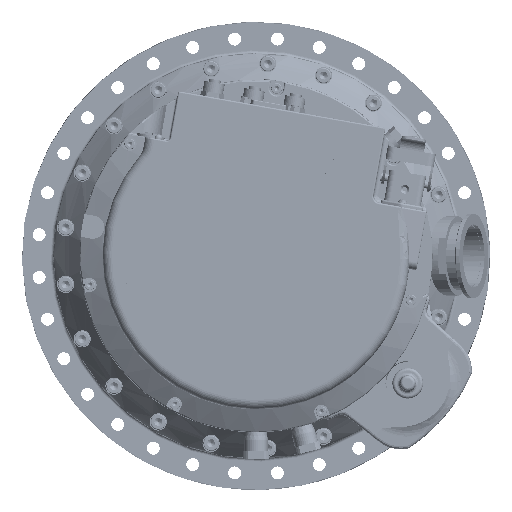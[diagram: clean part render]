
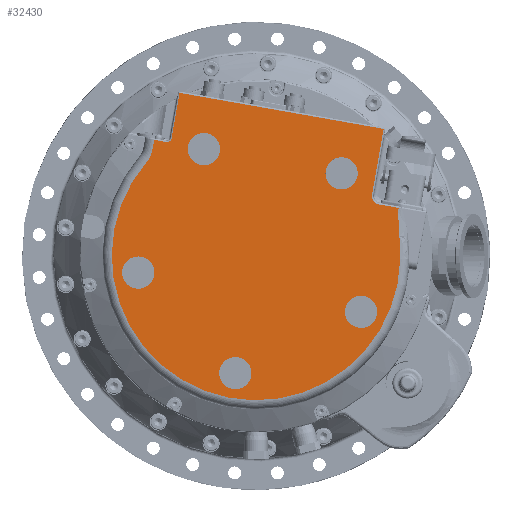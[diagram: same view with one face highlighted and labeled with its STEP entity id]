
A CAD part, front view. The second image highlights one B-rep face of the part: STEP entity #32430.
In plain terms, the highlighted planar face has unit normal (0, -1, 0).
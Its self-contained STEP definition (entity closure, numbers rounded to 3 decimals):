
#26970=CARTESIAN_POINT('',(83.145,-155.,82.82));
#26971=VERTEX_POINT('',#26970);
#26997=CARTESIAN_POINT('',(-49.804,-155.,106.263));
#26998=VERTEX_POINT('',#26997);
#27006=CARTESIAN_POINT('',(83.145,-155.,82.82));
#27007=DIRECTION('',(-0.985,0.,0.174));
#27008=VECTOR('',#27007,135.);
#27009=LINE('',#27006,#27008);
#27010=EDGE_CURVE('',#26971,#26998,#27009,.T.);
#27882=CARTESIAN_POINT('',(-66.368,-155.,75.674));
#27883=VERTEX_POINT('',#27882);
#27926=CARTESIAN_POINT('',(-67.531,-155.,69.077));
#27927=VERTEX_POINT('',#27926);
#27935=CARTESIAN_POINT('',(-66.368,-155.,75.674));
#27936=DIRECTION('',(-0.174,0.0,-0.985));
#27937=VECTOR('',#27936,6.699);
#27938=LINE('',#27935,#27937);
#27939=EDGE_CURVE('',#27883,#27927,#27938,.T.);
#27958=CARTESIAN_POINT('',(-71.173,-155.,61.403));
#27959=VERTEX_POINT('',#27958);
#27967=CARTESIAN_POINT('',(-83.288,-155.,71.855));
#27968=DIRECTION('',(0.,1.,0.));
#27969=DIRECTION('',(-0.985,0.,0.174));
#27970=AXIS2_PLACEMENT_3D('',#27967,#27968,#27969);
#27971=CIRCLE('',#27970,16.0);
#27972=EDGE_CURVE('',#27927,#27959,#27971,.T.);
#27992=CARTESIAN_POINT('',(93.978,-155.,-2.033));
#27993=VERTEX_POINT('',#27992);
#28001=CARTESIAN_POINT('',(0.,-155.,0.));
#28002=DIRECTION('',(0.,-1.0,0.));
#28003=DIRECTION('',(-0.985,0.,0.174));
#28004=AXIS2_PLACEMENT_3D('',#28001,#28002,#28003);
#28005=CIRCLE('',#28004,94.);
#28006=EDGE_CURVE('',#27959,#27993,#28005,.T.);
#28069=CARTESIAN_POINT('',(92.924,-155.0,31.34));
#28070=VERTEX_POINT('',#28069);
#28083=CARTESIAN_POINT('',(93.978,-155.,-2.033));
#28084=CARTESIAN_POINT('',(94.099,-155.,3.552));
#28085=CARTESIAN_POINT('',(93.753,-155.,9.128));
#28086=CARTESIAN_POINT('',(93.036,-155.0,17.466));
#28087=CARTESIAN_POINT('',(92.762,-155.0,20.244));
#28088=CARTESIAN_POINT('',(92.493,-155.0,24.419));
#28089=CARTESIAN_POINT('',(92.427,-155.0,25.815));
#28090=CARTESIAN_POINT('',(92.455,-155.0,28.593));
#28091=CARTESIAN_POINT('',(92.503,-155.0,29.98));
#28092=CARTESIAN_POINT('',(92.924,-155.0,31.34));
#28093=B_SPLINE_CURVE_WITH_KNOTS('',3,(#28083,#28084,#28085,#28086,#28087,#28088,#28089,#28090,#28091,#28092),.UNSPECIFIED.,.F.,.U.,(4,2,2,2,4),(0.0,0.5,0.75,0.875,1.0),.UNSPECIFIED.);
#28094=EDGE_CURVE('',#27993,#28070,#28093,.T.);
#28161=CARTESIAN_POINT('',(-58.489,-155.,74.285));
#28162=VERTEX_POINT('',#28161);
#28163=CARTESIAN_POINT('',(-58.489,-155.,74.285));
#28164=DIRECTION('',(-0.985,0.0,0.174));
#28165=VECTOR('',#28164,8.);
#28166=LINE('',#28163,#28165);
#28167=EDGE_CURVE('',#28162,#27883,#28166,.T.);
#28184=CARTESIAN_POINT('',(-55.014,-155.,76.719));
#28185=VERTEX_POINT('',#28184);
#28203=CARTESIAN_POINT('',(-57.968,-155.,77.24));
#28204=DIRECTION('',(0.,1.,0.));
#28205=DIRECTION('',(-0.985,0.,0.174));
#28206=AXIS2_PLACEMENT_3D('',#28203,#28204,#28205);
#28207=CIRCLE('',#28206,3.0);
#28208=EDGE_CURVE('',#28185,#28162,#28207,.T.);
#28218=CARTESIAN_POINT('',(-49.804,-155.,106.263));
#28219=DIRECTION('',(-0.174,0.,-0.985));
#28220=VECTOR('',#28219,30.);
#28221=LINE('',#28218,#28220);
#28222=EDGE_CURVE('',#26998,#28185,#28221,.T.);
#29020=CARTESIAN_POINT('',(-87.086,-155.,-8.963));
#29021=VERTEX_POINT('',#29020);
#29022=CARTESIAN_POINT('',(-76.746,-155.,-10.786));
#29023=DIRECTION('',(0.,-1.0,0.));
#29024=DIRECTION('',(-0.985,0.,0.174));
#29025=AXIS2_PLACEMENT_3D('',#29022,#29023,#29024);
#29026=CIRCLE('',#29025,10.5);
#29027=EDGE_CURVE('',#29021,#29021,#29026,.T.);
#29060=CARTESIAN_POINT('',(-44.314,-155.,71.48));
#29061=VERTEX_POINT('',#29060);
#29062=CARTESIAN_POINT('',(-33.974,-155.,69.657));
#29063=DIRECTION('',(0.,-1.0,0.));
#29064=DIRECTION('',(-0.985,0.,0.174));
#29065=AXIS2_PLACEMENT_3D('',#29062,#29063,#29064);
#29066=CIRCLE('',#29065,10.5);
#29067=EDGE_CURVE('',#29061,#29061,#29066,.T.);
#29100=CARTESIAN_POINT('',(45.408,-155.,55.659));
#29101=VERTEX_POINT('',#29100);
#29102=CARTESIAN_POINT('',(55.749,-155.,53.836));
#29103=DIRECTION('',(0.,-1.0,0.));
#29104=DIRECTION('',(-0.985,0.,0.174));
#29105=AXIS2_PLACEMENT_3D('',#29102,#29103,#29104);
#29106=CIRCLE('',#29105,10.5);
#29107=EDGE_CURVE('',#29101,#29101,#29106,.T.);
#29140=CARTESIAN_POINT('',(58.088,-155.,-34.561));
#29141=VERTEX_POINT('',#29140);
#29142=CARTESIAN_POINT('',(68.428,-155.,-36.384));
#29143=DIRECTION('',(0.,-1.0,0.));
#29144=DIRECTION('',(-0.985,0.,0.174));
#29145=AXIS2_PLACEMENT_3D('',#29142,#29143,#29144);
#29146=CIRCLE('',#29145,10.5);
#29147=EDGE_CURVE('',#29141,#29141,#29146,.T.);
#29217=CARTESIAN_POINT('',(-23.798,-155.,-74.499));
#29218=VERTEX_POINT('',#29217);
#29219=CARTESIAN_POINT('',(-13.458,-155.,-76.323));
#29220=DIRECTION('',(0.,-1.0,0.));
#29221=DIRECTION('',(-0.985,0.,0.174));
#29222=AXIS2_PLACEMENT_3D('',#29219,#29220,#29221);
#29223=CIRCLE('',#29222,10.5);
#29224=EDGE_CURVE('',#29218,#29218,#29223,.T.);
#31166=CARTESIAN_POINT('',(75.591,-155.,39.981));
#31167=VERTEX_POINT('',#31166);
#31168=CARTESIAN_POINT('',(75.591,-155.,39.981));
#31169=DIRECTION('',(0.174,0.,0.985));
#31170=VECTOR('',#31169,43.5);
#31171=LINE('',#31168,#31170);
#31172=EDGE_CURVE('',#31167,#26971,#31171,.T.);
#31189=CARTESIAN_POINT('',(80.052,-155.0,33.61));
#31190=VERTEX_POINT('',#31189);
#31208=CARTESIAN_POINT('',(81.007,-155.,39.026));
#31209=DIRECTION('',(0.,1.,0.));
#31210=DIRECTION('',(-0.985,0.,0.174));
#31211=AXIS2_PLACEMENT_3D('',#31208,#31209,#31210);
#31212=CIRCLE('',#31211,5.5);
#31213=EDGE_CURVE('',#31190,#31167,#31212,.T.);
#31223=CARTESIAN_POINT('',(92.924,-155.0,31.34));
#31224=DIRECTION('',(-0.985,0.0,0.174));
#31225=VECTOR('',#31224,13.07);
#31226=LINE('',#31223,#31225);
#31227=EDGE_CURVE('',#28070,#31190,#31226,.T.);
#32397=CARTESIAN_POINT('',(-50.615,-155.,107.421));
#32398=DIRECTION('',(0.0,-1.0,0.0));
#32399=DIRECTION('',(0.0,0.0,-1.0));
#32400=AXIS2_PLACEMENT_3D('',#32397,#32398,#32399);
#32401=PLANE('',#32400);
#32402=ORIENTED_EDGE('',*,*,#31172,.T.);
#32403=ORIENTED_EDGE('',*,*,#27010,.T.);
#32404=ORIENTED_EDGE('',*,*,#28222,.T.);
#32405=ORIENTED_EDGE('',*,*,#28208,.T.);
#32406=ORIENTED_EDGE('',*,*,#28167,.T.);
#32407=ORIENTED_EDGE('',*,*,#27939,.T.);
#32408=ORIENTED_EDGE('',*,*,#27972,.T.);
#32409=ORIENTED_EDGE('',*,*,#28006,.T.);
#32410=ORIENTED_EDGE('',*,*,#28094,.T.);
#32411=ORIENTED_EDGE('',*,*,#31227,.T.);
#32412=ORIENTED_EDGE('',*,*,#31213,.T.);
#32413=EDGE_LOOP('',(#32402,#32403,#32404,#32405,#32406,#32407,#32408,#32409,#32410,#32411,#32412));
#32414=FACE_OUTER_BOUND('',#32413,.T.);
#32415=ORIENTED_EDGE('',*,*,#29027,.F.);
#32416=EDGE_LOOP('',(#32415));
#32417=FACE_BOUND('',#32416,.T.);
#32418=ORIENTED_EDGE('',*,*,#29067,.F.);
#32419=EDGE_LOOP('',(#32418));
#32420=FACE_BOUND('',#32419,.T.);
#32421=ORIENTED_EDGE('',*,*,#29107,.F.);
#32422=EDGE_LOOP('',(#32421));
#32423=FACE_BOUND('',#32422,.T.);
#32424=ORIENTED_EDGE('',*,*,#29147,.F.);
#32425=EDGE_LOOP('',(#32424));
#32426=FACE_BOUND('',#32425,.T.);
#32427=ORIENTED_EDGE('',*,*,#29224,.F.);
#32428=EDGE_LOOP('',(#32427));
#32429=FACE_BOUND('',#32428,.T.);
#32430=ADVANCED_FACE('',(#32414,#32417,#32420,#32423,#32426,#32429),#32401,.T.);
